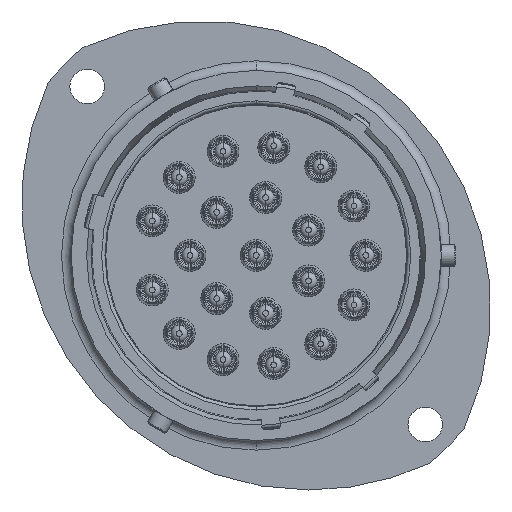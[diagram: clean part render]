
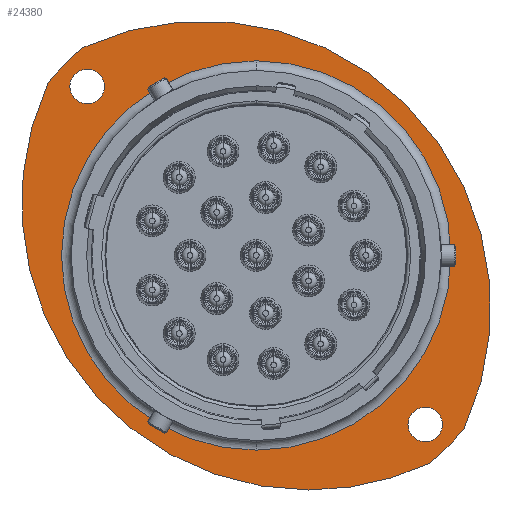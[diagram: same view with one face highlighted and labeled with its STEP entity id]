
A CAD part, left-side view. The second image highlights one B-rep face of the part: STEP entity #24380.
In plain terms, the highlighted planar face has unit normal (-1, 0, 0).
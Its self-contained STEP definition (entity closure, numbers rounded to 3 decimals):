
#554 = DIRECTION ( 'NONE',  ( -1., 0., 0. ) ) ;
#815 = DIRECTION ( 'NONE',  ( -1., 0., 0. ) ) ;
#1545 = CIRCLE ( 'NONE', #30561, 18.305 ) ;
#2195 = EDGE_CURVE ( 'NONE', #23906, #7726, #2216, .T. ) ;
#2216 = CIRCLE ( 'NONE', #9709, 18.305 ) ;
#2546 = CARTESIAN_POINT ( 'NONE',  ( 78.89, 12.119, -50.621 ) ) ;
#3106 = CARTESIAN_POINT ( 'NONE',  ( 78.89, -4.172, -70.174 ) ) ;
#3274 = CIRCLE ( 'NONE', #19845, 25.45 ) ;
#3517 = EDGE_CURVE ( 'NONE', #6329, #33941, #26161, .T. ) ;
#3753 = CARTESIAN_POINT ( 'NONE',  ( 78.89, -3.774, -68.138 ) ) ;
#4340 = DIRECTION ( 'NONE',  ( 0., 0., -1. ) ) ;
#5031 = PLANE ( 'NONE',  #43368 ) ;
#5045 = EDGE_LOOP ( 'NONE', ( #47509, #45013 ) ) ;
#6329 = VERTEX_POINT ( 'NONE', #45105 ) ;
#7250 = VERTEX_POINT ( 'NONE', #36253 ) ;
#7726 = VERTEX_POINT ( 'NONE', #41606 ) ;
#8541 = CARTESIAN_POINT ( 'NONE',  ( 78.89, 28.011, -33.104 ) ) ;
#8635 = CARTESIAN_POINT ( 'NONE',  ( 78.89, 12.119, -50.621 ) ) ;
#8834 = DIRECTION ( 'NONE',  ( 0., 0., -1. ) ) ;
#9709 = AXIS2_PLACEMENT_3D ( 'NONE', #2546, #27718, #4340 ) ;
#10464 = DIRECTION ( 'NONE',  ( -1., 0., 0. ) ) ;
#11075 = EDGE_LOOP ( 'NONE', ( #21432, #31279 ) ) ;
#11124 = DIRECTION ( 'NONE',  ( -1., 0., 0. ) ) ;
#11255 = VERTEX_POINT ( 'NONE', #47523 ) ;
#11353 = AXIS2_PLACEMENT_3D ( 'NONE', #22085, #10464, #11925 ) ;
#11925 = DIRECTION ( 'NONE',  ( 0., 0., -1. ) ) ;
#12322 = CARTESIAN_POINT ( 'NONE',  ( 78.89, 17.068, -55.571 ) ) ;
#13072 = EDGE_CURVE ( 'NONE', #7250, #33611, #50325, .T. ) ;
#13365 = FACE_BOUND ( 'NONE', #5045, .T. ) ;
#13800 = CARTESIAN_POINT ( 'NONE',  ( 78.89, 7.169, -45.671 ) ) ;
#13944 = DIRECTION ( 'NONE',  ( -1., 0., 0. ) ) ;
#14867 = CIRCLE ( 'NONE', #37996, 1.625 ) ;
#15000 = DIRECTION ( 'NONE',  ( -1., 0., 0. ) ) ;
#15004 = DIRECTION ( 'NONE',  ( 0., 0., 1. ) ) ;
#15212 = AXIS2_PLACEMENT_3D ( 'NONE', #29824, #25136, #20754 ) ;
#15644 = CIRCLE ( 'NONE', #37962, 25.45 ) ;
#18757 = DIRECTION ( 'NONE',  ( 1., 0., 0. ) ) ;
#19329 = CARTESIAN_POINT ( 'NONE',  ( 78.89, 31.672, -34.33 ) ) ;
#19540 = AXIS2_PLACEMENT_3D ( 'NONE', #13800, #815, #35799 ) ;
#19845 = AXIS2_PLACEMENT_3D ( 'NONE', #38264, #11124, #15004 ) ;
#20754 = DIRECTION ( 'NONE',  ( 0., 0., -1. ) ) ;
#20800 = DIRECTION ( 'NONE',  ( 0., 0., -1. ) ) ;
#21432 = ORIENTED_EDGE ( 'NONE', *, *, #24741, .F. ) ;
#22085 = CARTESIAN_POINT ( 'NONE',  ( 78.89, 28.011, -34.729 ) ) ;
#22224 = AXIS2_PLACEMENT_3D ( 'NONE', #25282, #32532, #44394 ) ;
#22601 = CARTESIAN_POINT ( 'NONE',  ( 78.89, 29.524, -50.621 ) ) ;
#22914 = VERTEX_POINT ( 'NONE', #42671 ) ;
#23906 = VERTEX_POINT ( 'NONE', #33395 ) ;
#24380 = ADVANCED_FACE ( 'NONE', ( #13365, #24730, #28908, #40489 ), #5031, .F. ) ;
#24730 = FACE_BOUND ( 'NONE', #11075, .T. ) ;
#24741 = EDGE_CURVE ( 'NONE', #33611, #7250, #25565, .T. ) ;
#25053 = VERTEX_POINT ( 'NONE', #19329 ) ;
#25136 = DIRECTION ( 'NONE',  ( -1., 0., 0. ) ) ;
#25251 = ORIENTED_EDGE ( 'NONE', *, *, #48837, .T. ) ;
#25282 = CARTESIAN_POINT ( 'NONE',  ( 78.89, -3.774, -66.513 ) ) ;
#25565 = CIRCLE ( 'NONE', #46239, 1.625 ) ;
#25884 = ORIENTED_EDGE ( 'NONE', *, *, #38713, .T. ) ;
#26161 = CIRCLE ( 'NONE', #19540, 27. ) ;
#27718 = DIRECTION ( 'NONE',  ( 1., 0., 0. ) ) ;
#28908 = FACE_BOUND ( 'NONE', #37203, .T. ) ;
#29510 = EDGE_CURVE ( 'NONE', #22914, #45781, #30377, .T. ) ;
#29824 = CARTESIAN_POINT ( 'NONE',  ( 78.89, 7.169, -45.671 ) ) ;
#29989 = VERTEX_POINT ( 'NONE', #49627 ) ;
#30377 = CIRCLE ( 'NONE', #11353, 1.625 ) ;
#30561 = AXIS2_PLACEMENT_3D ( 'NONE', #8635, #32718, #20800 ) ;
#31279 = ORIENTED_EDGE ( 'NONE', *, *, #13072, .F. ) ;
#32380 = DIRECTION ( 'NONE',  ( -1., 0., 0. ) ) ;
#32532 = DIRECTION ( 'NONE',  ( -1., 0., 0. ) ) ;
#32718 = DIRECTION ( 'NONE',  ( 1., 0., 0. ) ) ;
#33335 = CARTESIAN_POINT ( 'NONE',  ( 78.89, 12.119, -50.621 ) ) ;
#33366 = ORIENTED_EDGE ( 'NONE', *, *, #29510, .F. ) ;
#33395 = CARTESIAN_POINT ( 'NONE',  ( 78.89, 12.119, -68.926 ) ) ;
#33611 = VERTEX_POINT ( 'NONE', #3753 ) ;
#33778 = EDGE_CURVE ( 'NONE', #7726, #23906, #1545, .T. ) ;
#33941 = VERTEX_POINT ( 'NONE', #3106 ) ;
#35300 = DIRECTION ( 'NONE',  ( 0., 0., -1. ) ) ;
#35799 = DIRECTION ( 'NONE',  ( 0., 0., -1. ) ) ;
#35840 = ORIENTED_EDGE ( 'NONE', *, *, #3517, .T. ) ;
#36253 = CARTESIAN_POINT ( 'NONE',  ( 78.89, -3.774, -64.888 ) ) ;
#36836 = EDGE_CURVE ( 'NONE', #25053, #6329, #47462, .T. ) ;
#37203 = EDGE_LOOP ( 'NONE', ( #33366, #46231 ) ) ;
#37962 = AXIS2_PLACEMENT_3D ( 'NONE', #33335, #13944, #41310 ) ;
#37996 = AXIS2_PLACEMENT_3D ( 'NONE', #51254, #32380, #8834 ) ;
#38264 = CARTESIAN_POINT ( 'NONE',  ( 78.89, 12.119, -50.621 ) ) ;
#38635 = DIRECTION ( 'NONE',  ( 0., 0., -1. ) ) ;
#38713 = EDGE_CURVE ( 'NONE', #11255, #29989, #49405, .T. ) ;
#39859 = EDGE_LOOP ( 'NONE', ( #42406, #35840, #25251, #25884, #42904 ) ) ;
#40489 = FACE_OUTER_BOUND ( 'NONE', #39859, .T. ) ;
#41310 = DIRECTION ( 'NONE',  ( 0., 0., 1. ) ) ;
#41606 = CARTESIAN_POINT ( 'NONE',  ( 78.89, 12.119, -32.316 ) ) ;
#42406 = ORIENTED_EDGE ( 'NONE', *, *, #36836, .T. ) ;
#42552 = EDGE_CURVE ( 'NONE', #45781, #22914, #14867, .T. ) ;
#42671 = CARTESIAN_POINT ( 'NONE',  ( 78.89, 28.011, -36.354 ) ) ;
#42707 = AXIS2_PLACEMENT_3D ( 'NONE', #12322, #554, #35300 ) ;
#42904 = ORIENTED_EDGE ( 'NONE', *, *, #49702, .T. ) ;
#43144 = CARTESIAN_POINT ( 'NONE',  ( 78.89, -3.774, -66.513 ) ) ;
#43368 = AXIS2_PLACEMENT_3D ( 'NONE', #22601, #18757, #38635 ) ;
#44394 = DIRECTION ( 'NONE',  ( 0., 0., -1. ) ) ;
#45013 = ORIENTED_EDGE ( 'NONE', *, *, #33778, .T. ) ;
#45105 = CARTESIAN_POINT ( 'NONE',  ( 78.89, 7.169, -72.671 ) ) ;
#45781 = VERTEX_POINT ( 'NONE', #8541 ) ;
#46231 = ORIENTED_EDGE ( 'NONE', *, *, #42552, .F. ) ;
#46239 = AXIS2_PLACEMENT_3D ( 'NONE', #43144, #15000, #50689 ) ;
#47462 = CIRCLE ( 'NONE', #15212, 27. ) ;
#47509 = ORIENTED_EDGE ( 'NONE', *, *, #2195, .T. ) ;
#47523 = CARTESIAN_POINT ( 'NONE',  ( 78.89, -7.435, -66.911 ) ) ;
#48837 = EDGE_CURVE ( 'NONE', #33941, #11255, #15644, .T. ) ;
#49405 = CIRCLE ( 'NONE', #42707, 27. ) ;
#49627 = CARTESIAN_POINT ( 'NONE',  ( 78.89, 28.409, -31.068 ) ) ;
#49702 = EDGE_CURVE ( 'NONE', #29989, #25053, #3274, .T. ) ;
#50325 = CIRCLE ( 'NONE', #22224, 1.625 ) ;
#50689 = DIRECTION ( 'NONE',  ( 0., 0., -1. ) ) ;
#51254 = CARTESIAN_POINT ( 'NONE',  ( 78.89, 28.011, -34.729 ) ) ;
